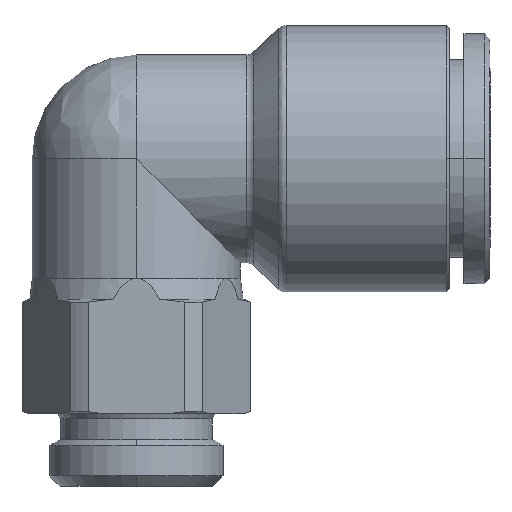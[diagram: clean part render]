
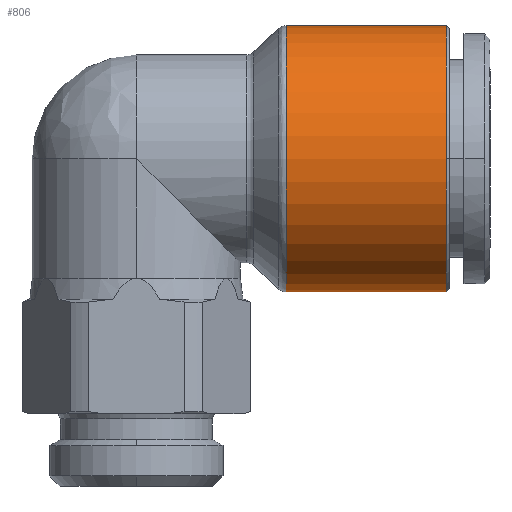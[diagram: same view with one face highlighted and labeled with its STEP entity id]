
A CAD part, front view. The second image highlights one B-rep face of the part: STEP entity #806.
In plain terms, the highlighted cylindrical face has radius 12.8 mm (diameter 25.6 mm), a partial arc.
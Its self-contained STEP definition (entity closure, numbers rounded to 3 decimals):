
#19 = DIRECTION ( 'NONE',  ( 0., 0., -1. ) ) ;
#184 = FACE_OUTER_BOUND ( 'NONE', #6548, .T. ) ;
#319 = VERTEX_POINT ( 'NONE', #6495 ) ;
#724 = VERTEX_POINT ( 'NONE', #9021 ) ;
#806 = ADVANCED_FACE ( 'NONE', ( #184 ), #2223, .T. ) ;
#1123 = EDGE_CURVE ( 'NONE', #3967, #5302, #6164, .T. ) ;
#1325 = ORIENTED_EDGE ( 'NONE', *, *, #3796, .F. ) ;
#1334 = DIRECTION ( 'NONE',  ( -1., 0., 0. ) ) ;
#1882 = CIRCLE ( 'NONE', #3701, 12.8 ) ;
#2026 = LINE ( 'NONE', #3801, #3412 ) ;
#2223 = CYLINDRICAL_SURFACE ( 'NONE', #3213, 12.8 ) ;
#3213 = AXIS2_PLACEMENT_3D ( 'NONE', #6634, #7447, #5782 ) ;
#3412 = VECTOR ( 'NONE', #9167, 1000. ) ;
#3701 = AXIS2_PLACEMENT_3D ( 'NONE', #7728, #4188, #6023 ) ;
#3796 = EDGE_CURVE ( 'NONE', #5302, #319, #1882, .T. ) ;
#3801 = CARTESIAN_POINT ( 'NONE',  ( -20.5, 0., -12.8 ) ) ;
#3967 = VERTEX_POINT ( 'NONE', #8376 ) ;
#4082 = ORIENTED_EDGE ( 'NONE', *, *, #10409, .T. ) ;
#4136 = ORIENTED_EDGE ( 'NONE', *, *, #1123, .F. ) ;
#4188 = DIRECTION ( 'NONE',  ( -1., 0., 0. ) ) ;
#4853 = CARTESIAN_POINT ( 'NONE',  ( -20.5, 0., 12.8 ) ) ;
#4879 = VERTEX_POINT ( 'NONE', #8548 ) ;
#5250 = ORIENTED_EDGE ( 'NONE', *, *, #9274, .T. ) ;
#5302 = VERTEX_POINT ( 'NONE', #9958 ) ;
#5782 = DIRECTION ( 'NONE',  ( 0., 0., -1. ) ) ;
#6023 = DIRECTION ( 'NONE',  ( 0., 0., 1. ) ) ;
#6164 = CIRCLE ( 'NONE', #11191, 12.8 ) ;
#6406 = CIRCLE ( 'NONE', #6613, 12.8 ) ;
#6495 = CARTESIAN_POINT ( 'NONE',  ( -29.3, 0., -12.8 ) ) ;
#6548 = EDGE_LOOP ( 'NONE', ( #4136, #4082, #5250, #7705, #1325 ) ) ;
#6613 = AXIS2_PLACEMENT_3D ( 'NONE', #7061, #8077, #19 ) ;
#6634 = CARTESIAN_POINT ( 'NONE',  ( -20.5, 0., 0. ) ) ;
#7061 = CARTESIAN_POINT ( 'NONE',  ( -13.894, 0., 0. ) ) ;
#7447 = DIRECTION ( 'NONE',  ( 1., 0., 0. ) ) ;
#7518 = DIRECTION ( 'NONE',  ( 0., 0., 1. ) ) ;
#7705 = ORIENTED_EDGE ( 'NONE', *, *, #10268, .F. ) ;
#7728 = CARTESIAN_POINT ( 'NONE',  ( -29.3, 0., 0. ) ) ;
#8077 = DIRECTION ( 'NONE',  ( -1., 0., 0. ) ) ;
#8376 = CARTESIAN_POINT ( 'NONE',  ( -29.3, 0., 12.8 ) ) ;
#8548 = CARTESIAN_POINT ( 'NONE',  ( -13.894, 0., -12.8 ) ) ;
#9021 = CARTESIAN_POINT ( 'NONE',  ( -13.894, 0., 12.8 ) ) ;
#9167 = DIRECTION ( 'NONE',  ( 1., 0., 0. ) ) ;
#9274 = EDGE_CURVE ( 'NONE', #724, #4879, #6406, .T. ) ;
#9436 = VECTOR ( 'NONE', #10204, 1000. ) ;
#9958 = CARTESIAN_POINT ( 'NONE',  ( -29.3, 12.8, 0. ) ) ;
#10008 = LINE ( 'NONE', #4853, #9436 ) ;
#10204 = DIRECTION ( 'NONE',  ( 1., 0., 0. ) ) ;
#10268 = EDGE_CURVE ( 'NONE', #319, #4879, #2026, .T. ) ;
#10409 = EDGE_CURVE ( 'NONE', #3967, #724, #10008, .T. ) ;
#11092 = CARTESIAN_POINT ( 'NONE',  ( -29.3, 0., 0. ) ) ;
#11191 = AXIS2_PLACEMENT_3D ( 'NONE', #11092, #1334, #7518 ) ;
